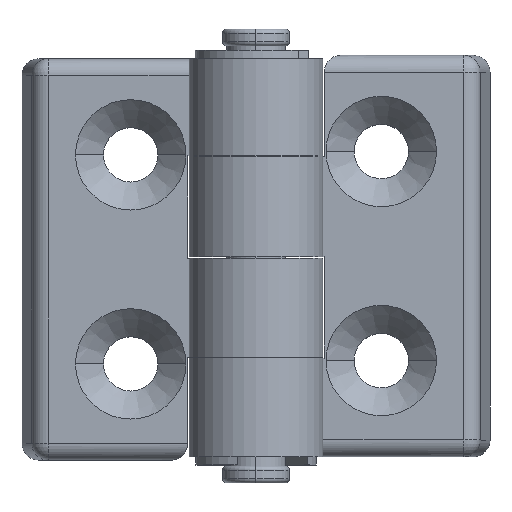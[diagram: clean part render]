
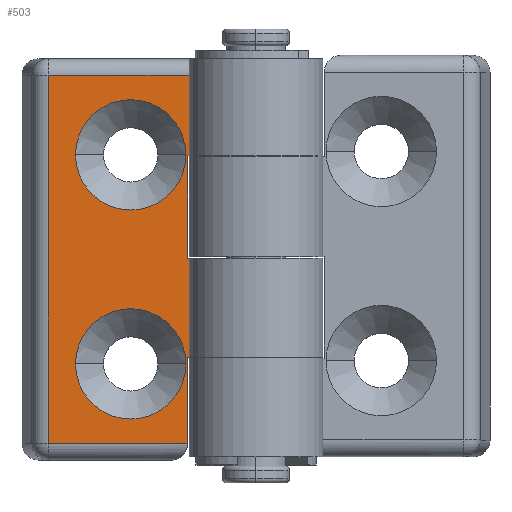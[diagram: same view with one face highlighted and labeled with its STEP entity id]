
A CAD part, top view. The second image highlights one B-rep face of the part: STEP entity #503.
In plain terms, the highlighted planar face has unit normal (0, 0, 1).
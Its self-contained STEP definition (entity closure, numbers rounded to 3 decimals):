
#11 = DIRECTION ( 'NONE',  ( 0., 0., -1. ) ) ;
#14 = EDGE_CURVE ( 'NONE', #1388, #329, #3287, .T. ) ;
#23 = DIRECTION ( 'NONE',  ( -1., 0., 0. ) ) ;
#84 = DIRECTION ( 'NONE',  ( 1., 0., 0. ) ) ;
#109 = DIRECTION ( 'NONE',  ( 0., -1., 0. ) ) ;
#116 = CARTESIAN_POINT ( 'NONE',  ( 0., 0., 4. ) ) ;
#197 = VERTEX_POINT ( 'NONE', #215 ) ;
#215 = CARTESIAN_POINT ( 'NONE',  ( -7., -0.1, 4. ) ) ;
#254 = CARTESIAN_POINT ( 'NONE',  ( 0., -12.5, 4. ) ) ;
#303 = CIRCLE ( 'NONE', #993, 6.6 ) ;
#323 = ORIENTED_EDGE ( 'NONE', *, *, #14, .F. ) ;
#329 = VERTEX_POINT ( 'NONE', #1333 ) ;
#334 = EDGE_CURVE ( 'NONE', #2852, #715, #303, .T. ) ;
#340 = EDGE_CURVE ( 'NONE', #1452, #1726, #885, .T. ) ;
#344 = FACE_OUTER_BOUND ( 'NONE', #3431, .T. ) ;
#356 = ORIENTED_EDGE ( 'NONE', *, *, #1947, .F. ) ;
#378 = CARTESIAN_POINT ( 'NONE',  ( -7., 24., 4. ) ) ;
#391 = VERTEX_POINT ( 'NONE', #615 ) ;
#443 = CARTESIAN_POINT ( 'NONE',  ( 6.6, -12.5, 4. ) ) ;
#453 = DIRECTION ( 'NONE',  ( 1., 0., 0. ) ) ;
#503 = ADVANCED_FACE ( 'NONE', ( #1739, #692, #344 ), #3356, .T. ) ;
#512 = ORIENTED_EDGE ( 'NONE', *, *, #334, .T. ) ;
#528 = VERTEX_POINT ( 'NONE', #903 ) ;
#535 = EDGE_CURVE ( 'NONE', #2596, #799, #2282, .T. ) ;
#546 = CARTESIAN_POINT ( 'NONE',  ( 9.84, 0., 4. ) ) ;
#565 = DIRECTION ( 'NONE',  ( 1., 0., 0. ) ) ;
#613 = CARTESIAN_POINT ( 'NONE',  ( 0., -12.4, 4. ) ) ;
#615 = CARTESIAN_POINT ( 'NONE',  ( 9.84, -22., 4. ) ) ;
#630 = LINE ( 'NONE', #613, #2042 ) ;
#643 = LINE ( 'NONE', #378, #2549 ) ;
#645 = CARTESIAN_POINT ( 'NONE',  ( -6.8, 11.7, 4. ) ) ;
#692 = FACE_BOUND ( 'NONE', #1728, .T. ) ;
#715 = VERTEX_POINT ( 'NONE', #443 ) ;
#788 = ORIENTED_EDGE ( 'NONE', *, *, #2028, .F. ) ;
#799 = VERTEX_POINT ( 'NONE', #2108 ) ;
#875 = ORIENTED_EDGE ( 'NONE', *, *, #3367, .T. ) ;
#885 = LINE ( 'NONE', #2407, #3225 ) ;
#899 = ORIENTED_EDGE ( 'NONE', *, *, #959, .T. ) ;
#903 = CARTESIAN_POINT ( 'NONE',  ( -7., 11.7, 4. ) ) ;
#904 = CARTESIAN_POINT ( 'NONE',  ( 0., 12.5, 4. ) ) ;
#941 = CIRCLE ( 'NONE', #2895, 6.6 ) ;
#958 = VERTEX_POINT ( 'NONE', #645 ) ;
#959 = EDGE_CURVE ( 'NONE', #1152, #958, #1700, .T. ) ;
#961 = CARTESIAN_POINT ( 'NONE',  ( -7., 24., 4. ) ) ;
#983 = CARTESIAN_POINT ( 'NONE',  ( -7., -12.4, 4. ) ) ;
#986 = CARTESIAN_POINT ( 'NONE',  ( 9.84, 22., 4. ) ) ;
#993 = AXIS2_PLACEMENT_3D ( 'NONE', #2961, #11, #3247 ) ;
#1073 = DIRECTION ( 'NONE',  ( 0., 0., -1. ) ) ;
#1077 = EDGE_CURVE ( 'NONE', #799, #391, #2575, .T. ) ;
#1124 = ORIENTED_EDGE ( 'NONE', *, *, #2789, .F. ) ;
#1152 = VERTEX_POINT ( 'NONE', #3340 ) ;
#1179 = CARTESIAN_POINT ( 'NONE',  ( -6.6, -12.5, 4. ) ) ;
#1209 = DIRECTION ( 'NONE',  ( 0., -1., 0. ) ) ;
#1333 = CARTESIAN_POINT ( 'NONE',  ( 6.6, 12.5, 4. ) ) ;
#1339 = LINE ( 'NONE', #3252, #3112 ) ;
#1388 = VERTEX_POINT ( 'NONE', #1742 ) ;
#1420 = AXIS2_PLACEMENT_3D ( 'NONE', #116, #1432, #2299 ) ;
#1432 = DIRECTION ( 'NONE',  ( 0., 0., 1. ) ) ;
#1443 = DIRECTION ( 'NONE',  ( 1., 0., 0. ) ) ;
#1452 = VERTEX_POINT ( 'NONE', #2454 ) ;
#1489 = AXIS2_PLACEMENT_3D ( 'NONE', #904, #3064, #84 ) ;
#1546 = EDGE_CURVE ( 'NONE', #391, #3005, #2437, .T. ) ;
#1601 = DIRECTION ( 'NONE',  ( 1., 0., 0. ) ) ;
#1699 = VECTOR ( 'NONE', #1209, 1000. ) ;
#1700 = LINE ( 'NONE', #3042, #1699 ) ;
#1726 = VERTEX_POINT ( 'NONE', #3258 ) ;
#1728 = EDGE_LOOP ( 'NONE', ( #356, #323 ) ) ;
#1736 = ORIENTED_EDGE ( 'NONE', *, *, #2463, .T. ) ;
#1739 = FACE_BOUND ( 'NONE', #2924, .T. ) ;
#1742 = CARTESIAN_POINT ( 'NONE',  ( -6.6, 12.5, 4. ) ) ;
#1786 = ORIENTED_EDGE ( 'NONE', *, *, #1962, .T. ) ;
#1905 = VECTOR ( 'NONE', #2573, 1000. ) ;
#1935 = VECTOR ( 'NONE', #2161, 1000. ) ;
#1947 = EDGE_CURVE ( 'NONE', #329, #1388, #941, .T. ) ;
#1948 = LINE ( 'NONE', #3039, #1905 ) ;
#1962 = EDGE_CURVE ( 'NONE', #715, #2852, #3281, .T. ) ;
#2009 = DIRECTION ( 'NONE',  ( 0., -1., 0. ) ) ;
#2019 = CARTESIAN_POINT ( 'NONE',  ( 11.5, -22., 4. ) ) ;
#2028 = EDGE_CURVE ( 'NONE', #2596, #1726, #630, .T. ) ;
#2042 = VECTOR ( 'NONE', #1443, 1000. ) ;
#2043 = VECTOR ( 'NONE', #2009, 1000. ) ;
#2056 = ORIENTED_EDGE ( 'NONE', *, *, #1077, .T. ) ;
#2108 = CARTESIAN_POINT ( 'NONE',  ( -7., -22., 4. ) ) ;
#2161 = DIRECTION ( 'NONE',  ( 0., 1., 0. ) ) ;
#2167 = CARTESIAN_POINT ( 'NONE',  ( 0., 11.7, 4. ) ) ;
#2238 = ORIENTED_EDGE ( 'NONE', *, *, #1546, .T. ) ;
#2282 = LINE ( 'NONE', #961, #2043 ) ;
#2299 = DIRECTION ( 'NONE',  ( 1., 0., 0. ) ) ;
#2338 = VECTOR ( 'NONE', #453, 1000. ) ;
#2386 = DIRECTION ( 'NONE',  ( 0., 0., 1. ) ) ;
#2387 = EDGE_CURVE ( 'NONE', #3005, #1152, #1339, .T. ) ;
#2407 = CARTESIAN_POINT ( 'NONE',  ( -6.8, 0., 4. ) ) ;
#2437 = LINE ( 'NONE', #546, #1935 ) ;
#2454 = CARTESIAN_POINT ( 'NONE',  ( -6.8, -0.1, 4. ) ) ;
#2463 = EDGE_CURVE ( 'NONE', #528, #197, #643, .T. ) ;
#2549 = VECTOR ( 'NONE', #109, 1000. ) ;
#2573 = DIRECTION ( 'NONE',  ( 1., 0., 0. ) ) ;
#2575 = LINE ( 'NONE', #2019, #2338 ) ;
#2596 = VERTEX_POINT ( 'NONE', #983 ) ;
#2695 = DIRECTION ( 'NONE',  ( 1., 0., 0. ) ) ;
#2789 = EDGE_CURVE ( 'NONE', #528, #958, #2967, .T. ) ;
#2852 = VERTEX_POINT ( 'NONE', #1179 ) ;
#2895 = AXIS2_PLACEMENT_3D ( 'NONE', #3444, #2386, #2695 ) ;
#2924 = EDGE_LOOP ( 'NONE', ( #1786, #512 ) ) ;
#2961 = CARTESIAN_POINT ( 'NONE',  ( 0., -12.5, 4. ) ) ;
#2967 = LINE ( 'NONE', #2167, #3157 ) ;
#2993 = DIRECTION ( 'NONE',  ( 0., -1., 0. ) ) ;
#3005 = VERTEX_POINT ( 'NONE', #986 ) ;
#3023 = ORIENTED_EDGE ( 'NONE', *, *, #340, .T. ) ;
#3039 = CARTESIAN_POINT ( 'NONE',  ( 0., -0.1, 4. ) ) ;
#3042 = CARTESIAN_POINT ( 'NONE',  ( -6.8, 0., 4. ) ) ;
#3064 = DIRECTION ( 'NONE',  ( 0., 0., 1. ) ) ;
#3112 = VECTOR ( 'NONE', #23, 1000. ) ;
#3157 = VECTOR ( 'NONE', #565, 1000. ) ;
#3189 = ORIENTED_EDGE ( 'NONE', *, *, #2387, .T. ) ;
#3212 = ORIENTED_EDGE ( 'NONE', *, *, #535, .T. ) ;
#3225 = VECTOR ( 'NONE', #2993, 1000. ) ;
#3247 = DIRECTION ( 'NONE',  ( 1., 0., 0. ) ) ;
#3252 = CARTESIAN_POINT ( 'NONE',  ( -6.8, 22., 4. ) ) ;
#3258 = CARTESIAN_POINT ( 'NONE',  ( -6.8, -12.4, 4. ) ) ;
#3281 = CIRCLE ( 'NONE', #3343, 6.6 ) ;
#3287 = CIRCLE ( 'NONE', #1489, 6.6 ) ;
#3340 = CARTESIAN_POINT ( 'NONE',  ( -6.8, 22., 4. ) ) ;
#3343 = AXIS2_PLACEMENT_3D ( 'NONE', #254, #1073, #1601 ) ;
#3356 = PLANE ( 'NONE',  #1420 ) ;
#3367 = EDGE_CURVE ( 'NONE', #197, #1452, #1948, .T. ) ;
#3431 = EDGE_LOOP ( 'NONE', ( #2238, #3189, #899, #1124, #1736, #875, #3023, #788, #3212, #2056 ) ) ;
#3444 = CARTESIAN_POINT ( 'NONE',  ( 0., 12.5, 4. ) ) ;
